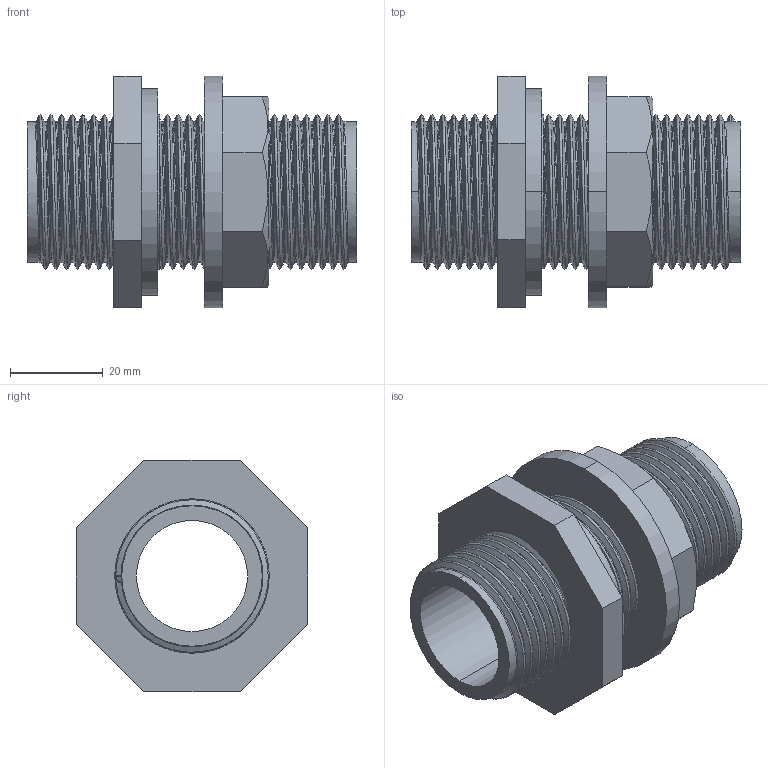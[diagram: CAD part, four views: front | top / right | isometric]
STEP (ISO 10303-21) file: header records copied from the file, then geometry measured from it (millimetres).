
FILE_DESCRIPTION (( 'STEP AP203' ), '1' );
FILE_NAME ('00309_0707.STEP', '2017-05-18T13:38:40', ( '' ), ( '' ), 'SwSTEP 2.0', 'SolidWorks 2011', '' );
FILE_SCHEMA (( 'CONFIG_CONTROL_DESIGN' ));
Length unit declared in the file: millimetre
Products named in the file (4): 00190_0707; 00309_0707; 00313_0707; 00116_0707
Assembly tree (3 placements, depth 2):
  00309_0707
    00116_0707
    00190_0707
    00313_0707
Bounding box: 71 x 50 x 50 mm (x, y, z)
Volume: 44879.3 mm3; surface area: 28875.9 mm2
Topology: 3 solids, 3 shells, 131 faces, 365 edges, 238 vertices
Faces by surface type: cylinder 74, plane 27, bspline 15, torus 8, cone 7
Entity records: 19563 total; most frequent: CARTESIAN_POINT 16348, ORIENTED_EDGE 720, DIRECTION 457, EDGE_CURVE 360, VERTEX_POINT 238, AXIS2_PLACEMENT_3D 169, EDGE_LOOP 140, FACE_OUTER_BOUND 131
